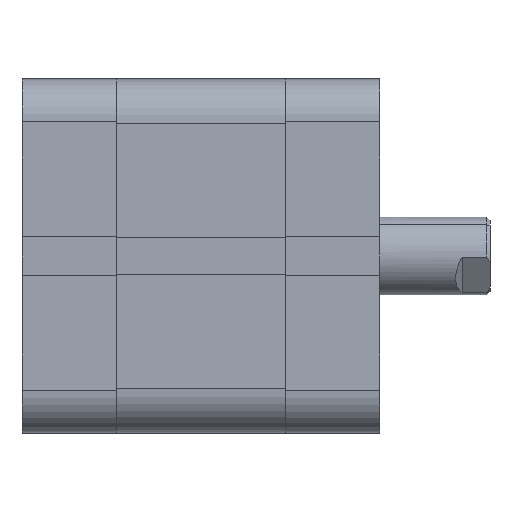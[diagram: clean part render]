
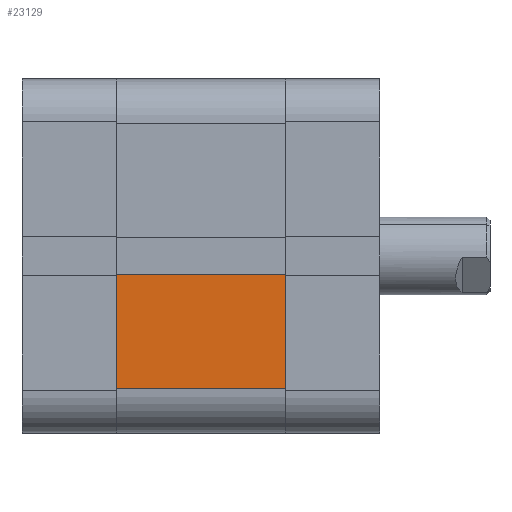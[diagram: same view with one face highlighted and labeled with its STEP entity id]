
A CAD part, front view. The second image highlights one B-rep face of the part: STEP entity #23129.
In plain terms, the highlighted planar face has unit normal (0, -1, 0).
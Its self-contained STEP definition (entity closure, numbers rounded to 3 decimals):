
#147 = DIRECTION ( 'NONE',  ( 1., 0., 0. ) ) ;
#1538 = LINE ( 'NONE', #11954, #5629 ) ;
#1971 = CARTESIAN_POINT ( 'NONE',  ( 26.001, -27.25, -2.8 ) ) ;
#5629 = VECTOR ( 'NONE', #19607, 1000. ) ;
#6110 = PLANE ( 'NONE',  #21959 ) ;
#7328 = EDGE_CURVE ( 'NONE', #8506, #9346, #12623, .T. ) ;
#8191 = LINE ( 'NONE', #22880, #15361 ) ;
#8506 = VERTEX_POINT ( 'NONE', #28811 ) ;
#8643 = ORIENTED_EDGE ( 'NONE', *, *, #7328, .T. ) ;
#9134 = VECTOR ( 'NONE', #22781, 1000. ) ;
#9321 = VERTEX_POINT ( 'NONE', #21077 ) ;
#9346 = VERTEX_POINT ( 'NONE', #21241 ) ;
#9475 = ORIENTED_EDGE ( 'NONE', *, *, #19371, .T. ) ;
#9668 = DIRECTION ( 'NONE',  ( 0., 1., 0. ) ) ;
#11954 = CARTESIAN_POINT ( 'NONE',  ( 26., -27.25, -27.25 ) ) ;
#12623 = LINE ( 'NONE', #30310, #16390 ) ;
#15361 = VECTOR ( 'NONE', #147, 1000. ) ;
#16390 = VECTOR ( 'NONE', #30479, 1000. ) ;
#18274 = ORIENTED_EDGE ( 'NONE', *, *, #27685, .T. ) ;
#19371 = EDGE_CURVE ( 'NONE', #9346, #9321, #8191, .T. ) ;
#19607 = DIRECTION ( 'NONE',  ( 0., 0., -1. ) ) ;
#20045 = LINE ( 'NONE', #1971, #9134 ) ;
#20671 = VERTEX_POINT ( 'NONE', #30594 ) ;
#21077 = CARTESIAN_POINT ( 'NONE',  ( 26., -27.25, -20.45 ) ) ;
#21241 = CARTESIAN_POINT ( 'NONE',  ( 0., -27.25, -20.45 ) ) ;
#21959 = AXIS2_PLACEMENT_3D ( 'NONE', #22422, #9668, #32802 ) ;
#22422 = CARTESIAN_POINT ( 'NONE',  ( 26., -27.25, -27.25 ) ) ;
#22781 = DIRECTION ( 'NONE',  ( -1., 0., 0. ) ) ;
#22880 = CARTESIAN_POINT ( 'NONE',  ( 26., -27.25, -20.45 ) ) ;
#22989 = EDGE_CURVE ( 'NONE', #20671, #9321, #1538, .T. ) ;
#23129 = ADVANCED_FACE ( 'NONE', ( #27697 ), #6110, .F. ) ;
#24281 = EDGE_LOOP ( 'NONE', ( #18274, #8643, #9475, #29154 ) ) ;
#27685 = EDGE_CURVE ( 'NONE', #20671, #8506, #20045, .T. ) ;
#27697 = FACE_OUTER_BOUND ( 'NONE', #24281, .T. ) ;
#28811 = CARTESIAN_POINT ( 'NONE',  ( 0., -27.25, -2.8 ) ) ;
#29154 = ORIENTED_EDGE ( 'NONE', *, *, #22989, .F. ) ;
#30310 = CARTESIAN_POINT ( 'NONE',  ( 0., -27.25, -27.25 ) ) ;
#30479 = DIRECTION ( 'NONE',  ( 0., 0., -1. ) ) ;
#30594 = CARTESIAN_POINT ( 'NONE',  ( 26., -27.25, -2.8 ) ) ;
#32802 = DIRECTION ( 'NONE',  ( 0., 0., 1. ) ) ;
